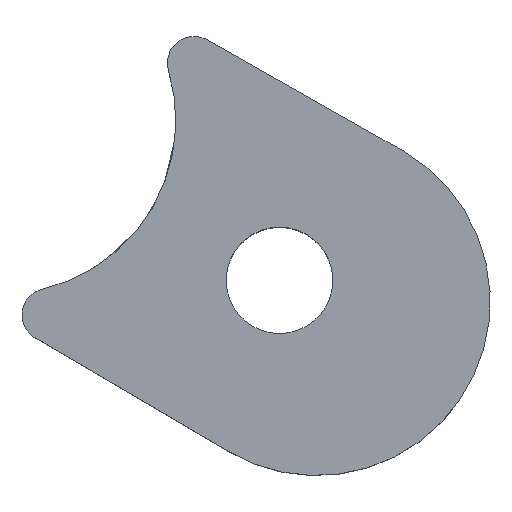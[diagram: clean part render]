
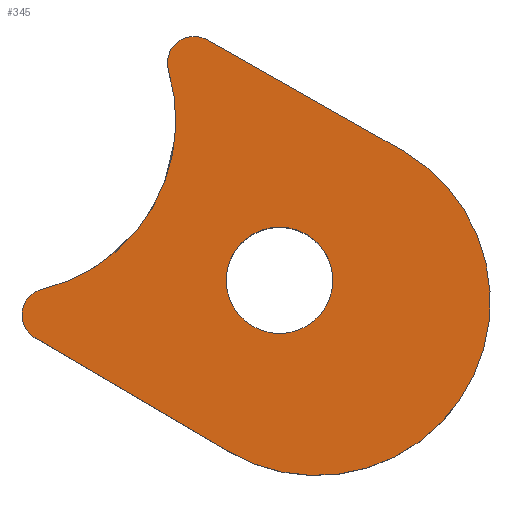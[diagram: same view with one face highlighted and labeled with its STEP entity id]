
A CAD part, top view. The second image highlights one B-rep face of the part: STEP entity #345.
In plain terms, the highlighted planar face has unit normal (0, 0, 1).
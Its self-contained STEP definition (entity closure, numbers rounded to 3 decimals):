
#18=PLANE('',#391);
#36=LINE('',#600,#60);
#38=LINE('',#604,#62);
#60=VECTOR('',#486,10.519);
#62=VECTOR('',#490,10.519);
#72=FACE_BOUND('',#104,.T.);
#82=FACE_OUTER_BOUND('',#103,.T.);
#103=EDGE_LOOP('',(#281,#282,#283,#284,#285,#286));
#104=EDGE_LOOP('',(#287));
#115=CIRCLE('',#359,2.5);
#116=CIRCLE('',#361,1.25);
#119=CIRCLE('',#365,1.25);
#131=CIRCLE('',#379,8.125);
#139=CIRCLE('',#392,8.167);
#141=VERTEX_POINT('',#522);
#142=VERTEX_POINT('',#525);
#143=VERTEX_POINT('',#526);
#148=VERTEX_POINT('',#537);
#149=VERTEX_POINT('',#539);
#172=VERTEX_POINT('',#599);
#173=VERTEX_POINT('',#603);
#175=EDGE_CURVE('',#141,#141,#115,.T.);
#176=EDGE_CURVE('',#142,#143,#116,.T.);
#182=EDGE_CURVE('',#149,#148,#119,.T.);
#201=EDGE_CURVE('',#143,#149,#131,.T.);
#213=EDGE_CURVE('',#172,#142,#36,.T.);
#215=EDGE_CURVE('',#148,#173,#38,.T.);
#216=EDGE_CURVE('',#173,#172,#139,.T.);
#281=ORIENTED_EDGE('',*,*,#176,.T.);
#282=ORIENTED_EDGE('',*,*,#201,.T.);
#283=ORIENTED_EDGE('',*,*,#182,.T.);
#284=ORIENTED_EDGE('',*,*,#215,.T.);
#285=ORIENTED_EDGE('',*,*,#216,.T.);
#286=ORIENTED_EDGE('',*,*,#213,.T.);
#287=ORIENTED_EDGE('',*,*,#175,.T.);
#345=ADVANCED_FACE('',(#82,#72),#18,.T.);
#359=AXIS2_PLACEMENT_3D('',#523,#408,#409);
#361=AXIS2_PLACEMENT_3D('',#527,#412,#413);
#365=AXIS2_PLACEMENT_3D('',#540,#423,#424);
#379=AXIS2_PLACEMENT_3D('',#575,#458,#459);
#391=AXIS2_PLACEMENT_3D('',#602,#488,#489);
#392=AXIS2_PLACEMENT_3D('',#605,#491,#492);
#408=DIRECTION('center_axis',(0.,0.,-1.));
#409=DIRECTION('ref_axis',(-1.,0.,0.));
#412=DIRECTION('center_axis',(0.,0.,1.));
#413=DIRECTION('ref_axis',(0.958,0.288,0.));
#423=DIRECTION('center_axis',(0.,0.,1.));
#424=DIRECTION('ref_axis',(0.507,0.862,0.));
#458=DIRECTION('center_axis',(0.,0.,-1.));
#459=DIRECTION('ref_axis',(-0.139,0.99,0.));
#486=DIRECTION('',(-0.87,0.493,0.));
#488=DIRECTION('center_axis',(0.,0.,1.));
#489=DIRECTION('ref_axis',(1.,0.,0.));
#490=DIRECTION('',(0.862,-0.507,0.));
#491=DIRECTION('center_axis',(0.,0.,1.));
#492=DIRECTION('ref_axis',(-0.507,-0.862,0.));
#522=CARTESIAN_POINT('',(15.49,-7.5,56.475));
#523=CARTESIAN_POINT('Origin',(12.99,-7.5,56.475));
#525=CARTESIAN_POINT('',(9.593,3.79,56.475));
#526=CARTESIAN_POINT('',(7.78,2.342,56.475));
#527=CARTESIAN_POINT('Origin',(8.977,2.702,56.475));
#537=CARTESIAN_POINT('',(1.514,-10.203,56.475));
#539=CARTESIAN_POINT('',(1.862,-7.909,56.475));
#540=CARTESIAN_POINT('Origin',(2.148,-9.126,56.475));
#575=CARTESIAN_POINT('Origin',(0.,0.,56.475));
#599=CARTESIAN_POINT('',(18.747,-1.394,56.475));
#600=CARTESIAN_POINT('',(18.747,-1.394,56.475));
#602=CARTESIAN_POINT('Origin',(11.807,-6.817,56.475));
#603=CARTESIAN_POINT('',(10.58,-15.538,56.475));
#604=CARTESIAN_POINT('',(-4.07,-6.916,56.475));
#605=CARTESIAN_POINT('Origin',(14.722,-8.5,56.475));
